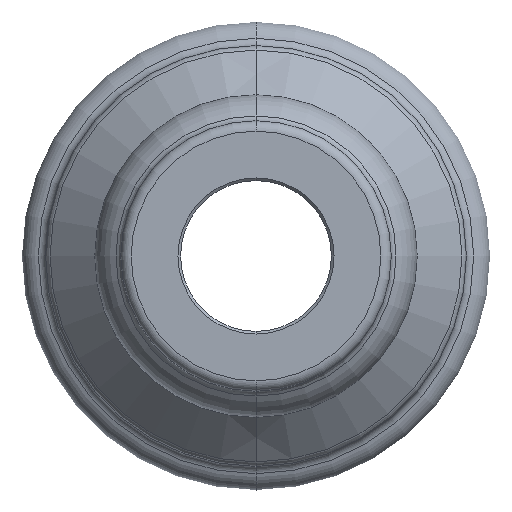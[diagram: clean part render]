
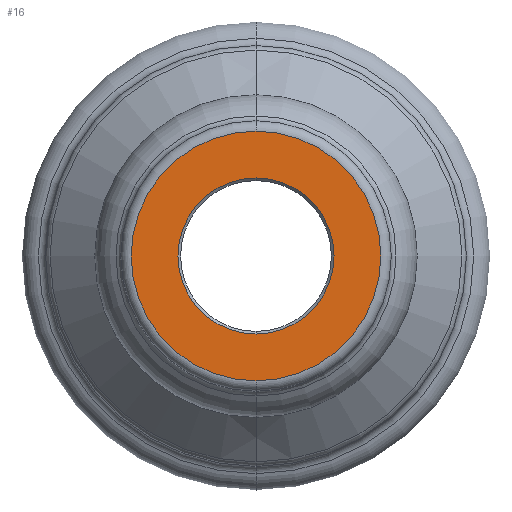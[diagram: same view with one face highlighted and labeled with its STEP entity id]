
A CAD part, front view. The second image highlights one B-rep face of the part: STEP entity #16.
In plain terms, the highlighted planar face has unit normal (0, -1, 0).
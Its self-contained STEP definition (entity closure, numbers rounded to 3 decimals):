
#16 = ADVANCED_FACE ( 'NONE', ( #1307, #1287 ), #1060, .T. ) ;
#26 = EDGE_LOOP ( 'NONE', ( #741, #1133 ) ) ;
#43 = ORIENTED_EDGE ( 'NONE', *, *, #155, .T. ) ;
#63 = DIRECTION ( 'NONE',  ( 0., 0., -1. ) ) ;
#64 = ORIENTED_EDGE ( 'NONE', *, *, #944, .T. ) ;
#77 = CARTESIAN_POINT ( 'NONE',  ( 0., -33.5, 12. ) ) ;
#155 = EDGE_CURVE ( 'NONE', #1236, #1088, #921, .T. ) ;
#194 = AXIS2_PLACEMENT_3D ( 'NONE', #237, #1014, #369 ) ;
#211 = DIRECTION ( 'NONE',  ( 0., -1., 0. ) ) ;
#228 = CARTESIAN_POINT ( 'NONE',  ( 0., -33.5, 0. ) ) ;
#237 = CARTESIAN_POINT ( 'NONE',  ( 0., -33.5, 0. ) ) ;
#248 = DIRECTION ( 'NONE',  ( 0., 0., -1. ) ) ;
#250 = DIRECTION ( 'NONE',  ( 0., 1., 0. ) ) ;
#252 = CARTESIAN_POINT ( 'NONE',  ( 0., -33.5, 0. ) ) ;
#255 = DIRECTION ( 'NONE',  ( 0., 0., -1. ) ) ;
#259 = VERTEX_POINT ( 'NONE', #1140 ) ;
#297 = CARTESIAN_POINT ( 'NONE',  ( 0., -33.5, 7.5 ) ) ;
#369 = DIRECTION ( 'NONE',  ( 0., 0., -1. ) ) ;
#477 = CIRCLE ( 'NONE', #1190, 7.5 ) ;
#613 = CIRCLE ( 'NONE', #706, 12. ) ;
#629 = AXIS2_PLACEMENT_3D ( 'NONE', #228, #211, #255 ) ;
#666 = CARTESIAN_POINT ( 'NONE',  ( 0., -33.5, -12. ) ) ;
#706 = AXIS2_PLACEMENT_3D ( 'NONE', #975, #793, #63 ) ;
#741 = ORIENTED_EDGE ( 'NONE', *, *, #795, .T. ) ;
#757 = VERTEX_POINT ( 'NONE', #297 ) ;
#793 = DIRECTION ( 'NONE',  ( 0., -1., 0. ) ) ;
#795 = EDGE_CURVE ( 'NONE', #259, #757, #477, .T. ) ;
#819 = CIRCLE ( 'NONE', #194, 7.5 ) ;
#921 = CIRCLE ( 'NONE', #629, 12. ) ;
#944 = EDGE_CURVE ( 'NONE', #1088, #1236, #613, .T. ) ;
#955 = AXIS2_PLACEMENT_3D ( 'NONE', #1016, #1037, #1012 ) ;
#975 = CARTESIAN_POINT ( 'NONE',  ( 0., -33.5, 0. ) ) ;
#1012 = DIRECTION ( 'NONE',  ( 0., 0., -1. ) ) ;
#1014 = DIRECTION ( 'NONE',  ( 0., 1., 0. ) ) ;
#1016 = CARTESIAN_POINT ( 'NONE',  ( 0., -33.5, 0. ) ) ;
#1037 = DIRECTION ( 'NONE',  ( 0., -1., 0. ) ) ;
#1060 = PLANE ( 'NONE',  #955 ) ;
#1088 = VERTEX_POINT ( 'NONE', #666 ) ;
#1092 = EDGE_LOOP ( 'NONE', ( #64, #43 ) ) ;
#1133 = ORIENTED_EDGE ( 'NONE', *, *, #1321, .T. ) ;
#1140 = CARTESIAN_POINT ( 'NONE',  ( 0., -33.5, -7.5 ) ) ;
#1190 = AXIS2_PLACEMENT_3D ( 'NONE', #252, #250, #248 ) ;
#1236 = VERTEX_POINT ( 'NONE', #77 ) ;
#1287 = FACE_OUTER_BOUND ( 'NONE', #1092, .T. ) ;
#1307 = FACE_BOUND ( 'NONE', #26, .T. ) ;
#1321 = EDGE_CURVE ( 'NONE', #757, #259, #819, .T. ) ;
